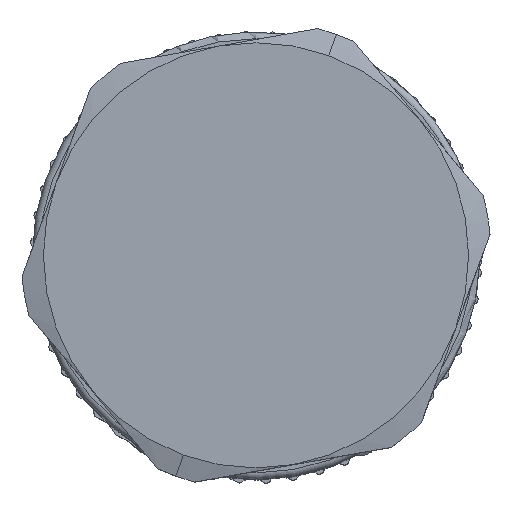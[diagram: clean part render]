
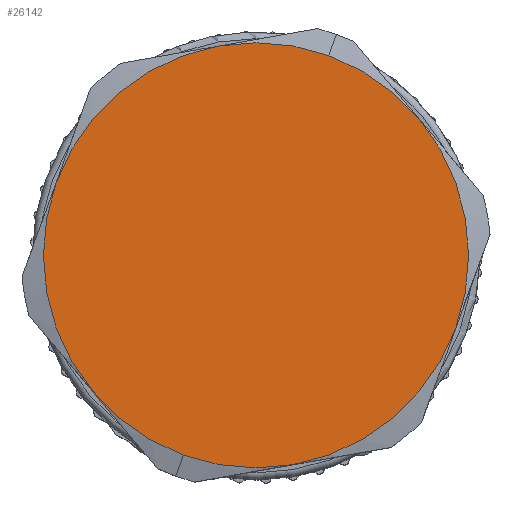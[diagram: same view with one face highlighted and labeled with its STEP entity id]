
A CAD part, top view. The second image highlights one B-rep face of the part: STEP entity #26142.
In plain terms, the highlighted planar face has unit normal (0, 0, 1).
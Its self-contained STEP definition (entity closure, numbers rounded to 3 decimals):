
#25984=AXIS2_PLACEMENT_3D('Circle Axis2P3D',#25982,#25983,$) ;
#26008=AXIS2_PLACEMENT_3D('Circle Axis2P3D',#26006,#26007,$) ;
#26025=AXIS2_PLACEMENT_3D('Circle Axis2P3D',#26023,#26024,$) ;
#26042=AXIS2_PLACEMENT_3D('Circle Axis2P3D',#26040,#26041,$) ;
#26059=AXIS2_PLACEMENT_3D('Circle Axis2P3D',#26057,#26058,$) ;
#26083=AXIS2_PLACEMENT_3D('Circle Axis2P3D',#26081,#26082,$) ;
#26100=AXIS2_PLACEMENT_3D('Circle Axis2P3D',#26098,#26099,$) ;
#26117=AXIS2_PLACEMENT_3D('Circle Axis2P3D',#26115,#26116,$) ;
#26130=AXIS2_PLACEMENT_3D('Plane Axis2P3D',#26127,#26128,#26129) ;
#25569=CARTESIAN_POINT('Vertex',(8.807,19.488,60.4)) ;
#25660=CARTESIAN_POINT('Vertex',(17.734,16.239,60.4)) ;
#25722=CARTESIAN_POINT('Vertex',(19.384,6.883,60.4)) ;
#25784=CARTESIAN_POINT('Vertex',(12.106,0.777,60.4)) ;
#25872=CARTESIAN_POINT('Vertex',(3.179,4.026,60.4)) ;
#25934=CARTESIAN_POINT('Vertex',(1.53,13.381,60.4)) ;
#25982=CARTESIAN_POINT('Axis2P3D Location',(10.457,10.132,60.4)) ;
#26003=CARTESIAN_POINT('Vertex',(13.706,19.059,60.4)) ;
#26006=CARTESIAN_POINT('Axis2P3D Location',(10.457,10.132,60.4)) ;
#26023=CARTESIAN_POINT('Axis2P3D Location',(10.457,10.132,60.4)) ;
#26040=CARTESIAN_POINT('Axis2P3D Location',(10.457,10.132,60.4)) ;
#26057=CARTESIAN_POINT('Axis2P3D Location',(10.457,10.132,60.4)) ;
#26078=CARTESIAN_POINT('Vertex',(7.207,1.205,60.4)) ;
#26081=CARTESIAN_POINT('Axis2P3D Location',(10.457,10.132,60.4)) ;
#26098=CARTESIAN_POINT('Axis2P3D Location',(10.457,10.132,60.4)) ;
#26115=CARTESIAN_POINT('Axis2P3D Location',(10.457,10.132,60.4)) ;
#26127=CARTESIAN_POINT('Axis2P3D Location',(10.457,10.132,60.4)) ;
#25983=DIRECTION('Axis2P3D Direction',(0.,0.,-1.)) ;
#26007=DIRECTION('Axis2P3D Direction',(0.,0.,-1.)) ;
#26024=DIRECTION('Axis2P3D Direction',(0.,0.,-1.)) ;
#26041=DIRECTION('Axis2P3D Direction',(0.,0.,-1.)) ;
#26058=DIRECTION('Axis2P3D Direction',(0.,0.,-1.)) ;
#26082=DIRECTION('Axis2P3D Direction',(0.,0.,-1.)) ;
#26099=DIRECTION('Axis2P3D Direction',(0.,0.,-1.)) ;
#26116=DIRECTION('Axis2P3D Direction',(0.,0.,-1.)) ;
#26128=DIRECTION('Axis2P3D Direction',(0.,0.,1.)) ;
#26129=DIRECTION('Axis2P3D XDirection',(0.342,0.94,0.)) ;
#26133=ORIENTED_EDGE('',*,*,#25986,.T.) ;
#26134=ORIENTED_EDGE('',*,*,#26119,.T.) ;
#26135=ORIENTED_EDGE('',*,*,#26102,.T.) ;
#26136=ORIENTED_EDGE('',*,*,#26085,.T.) ;
#26137=ORIENTED_EDGE('',*,*,#26061,.T.) ;
#26138=ORIENTED_EDGE('',*,*,#26044,.T.) ;
#26139=ORIENTED_EDGE('',*,*,#26027,.T.) ;
#26140=ORIENTED_EDGE('',*,*,#26010,.T.) ;
#26142=ADVANCED_FACE('Hauptkoerper',(#26141),#26131,.T.) ;
#25985=CIRCLE('generated circle',#25984,9.5) ;
#26009=CIRCLE('generated circle',#26008,9.5) ;
#26026=CIRCLE('generated circle',#26025,9.5) ;
#26043=CIRCLE('generated circle',#26042,9.5) ;
#26060=CIRCLE('generated circle',#26059,9.5) ;
#26084=CIRCLE('generated circle',#26083,9.5) ;
#26101=CIRCLE('generated circle',#26100,9.5) ;
#26118=CIRCLE('generated circle',#26117,9.5) ;
#25986=EDGE_CURVE('',#25570,#25935,#25985,.F.) ;
#26010=EDGE_CURVE('',#26004,#25570,#26009,.F.) ;
#26027=EDGE_CURVE('',#25661,#26004,#26026,.F.) ;
#26044=EDGE_CURVE('',#25723,#25661,#26043,.F.) ;
#26061=EDGE_CURVE('',#25785,#25723,#26060,.F.) ;
#26085=EDGE_CURVE('',#26079,#25785,#26084,.F.) ;
#26102=EDGE_CURVE('',#25873,#26079,#26101,.F.) ;
#26119=EDGE_CURVE('',#25935,#25873,#26118,.F.) ;
#26132=EDGE_LOOP('',(#26133,#26134,#26135,#26136,#26137,#26138,#26139,#26140)) ;
#26141=FACE_OUTER_BOUND('',#26132,.T.) ;
#26131=PLANE('',#26130) ;
#25570=VERTEX_POINT('',#25569) ;
#25661=VERTEX_POINT('',#25660) ;
#25723=VERTEX_POINT('',#25722) ;
#25785=VERTEX_POINT('',#25784) ;
#25873=VERTEX_POINT('',#25872) ;
#25935=VERTEX_POINT('',#25934) ;
#26004=VERTEX_POINT('',#26003) ;
#26079=VERTEX_POINT('',#26078) ;
